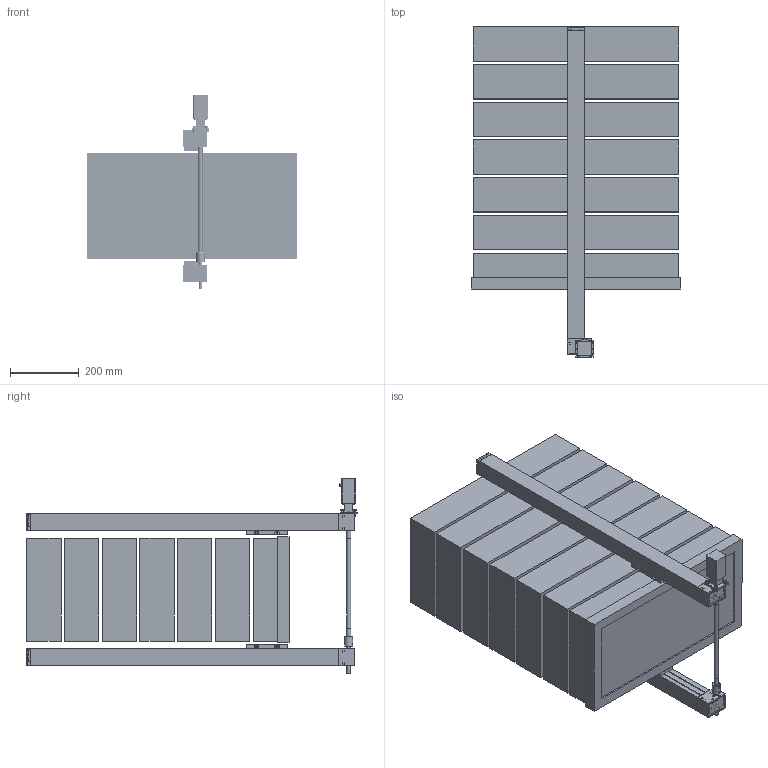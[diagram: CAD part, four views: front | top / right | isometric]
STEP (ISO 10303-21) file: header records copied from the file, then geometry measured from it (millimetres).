
FILE_DESCRIPTION(/* description */ ('Unknown'),/* implementation_level */ '2;1');
FILE_NAME(/* name */ 'A-0000223-Boxenmagazin-dy',/* time_stamp */ '2020-05-25T10:40:52+02:00',/* author */ ('Unknown'),/* organization */ ('Unknown'),/* preprocessor_version */ 'ST-DEVELOPER v16.7',/* originating_system */ 'Solid Edge',/* authorisation */ 'Unknown');
FILE_SCHEMA (('AUTOMOTIVE_DESIGN {1 0 10303 214 3 1 1}'));
Products named in the file (10): A-0000223-Boxenmagazin-dy; Profil-50-xxxlg-dy; Box-300x600x100; A-0000221-Schneckengetriebe-50-1-4-dy; A-0000098-Deckel50-geschraubt-dy; A-0000122-Schlitten50-120lg-Alu-dy; Spindel-M16-Grundbaugruppe-ohne-Siko-dy; Drehmomentwelle-D12-xx1lg-dy; A-0000057-Nanotec-Motor-Flansch-dy; Rahmen
Assembly tree (20 placements, depth 2):
  A-0000223-Boxenmagazin-dy
    Profil-50-xxxlg-dy  x2
    Box-300x600x100  x7
    A-0000221-Schneckengetriebe-50-1-4-dy  x2
    A-0000098-Deckel50-geschraubt-dy  x2
    A-0000122-Schlitten50-120lg-Alu-dy  x2
    Spindel-M16-Grundbaugruppe-ohne-Siko-dy  x2
    Drehmomentwelle-D12-xx1lg-dy
    A-0000057-Nanotec-Motor-Flansch-dy
    Rahmen
Bounding box: 610 x 963.88 x 568.4 mm (x, y, z)
Volume: 16484145.5 mm3; surface area: 6229712.4 mm2
Topology: 24 solids, 24 shells, 4129 faces, 11310 edges, 7345 vertices
Faces by surface type: plane 2639, cylinder 802, cone 310, bspline 190, torus 98, sphere 90
Full cylindrical faces by diameter (mm): 1.698 x4, 2.5 x2, 2.997 x2, 3.2 x4, 4.196 x4, 4.2 x8, 4.917 x56, 4.995 x20, 5 x26, 5.5 x8, 5.8 x4, 5.994 x8, 6 x12, 6.194 x8, 6.2 x6, 6.4 x4, 9.99 x12, 10 x6, 10.989 x8, 11.5 x2, 11.988 x10, 12 x15, 14.985 x2, 15.87 x1, 15.984 x4, 16 x4, 16.983 x10, 17 x6, 17.982 x6, 18 x6
Entity records: 90176 total; most frequent: CARTESIAN_POINT 22894, ORIENTED_EDGE 10768, DIRECTION 10345, EDGE_CURVE 5384, VERTEX_POINT 3669, AXIS2_PLACEMENT_3D 3496, LINE 3353, VECTOR 3353
